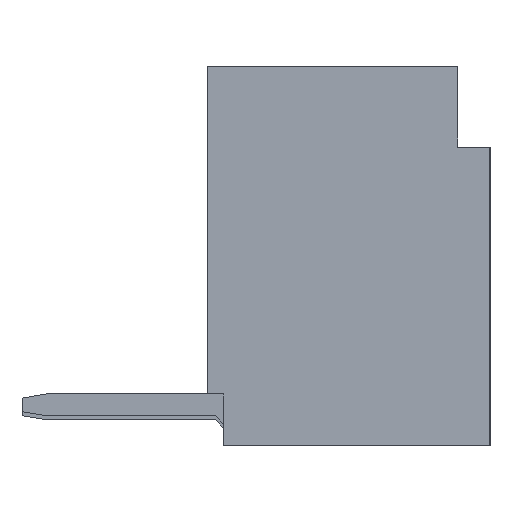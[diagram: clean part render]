
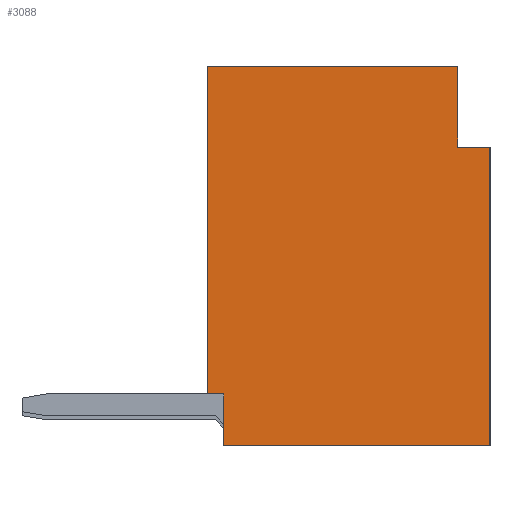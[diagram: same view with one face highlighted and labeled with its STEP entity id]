
A CAD part, left-side view. The second image highlights one B-rep face of the part: STEP entity #3088.
In plain terms, the highlighted planar face has unit normal (-1, 0, 0).
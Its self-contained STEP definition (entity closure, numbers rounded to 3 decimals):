
#402=ORIENTED_EDGE('',*,*,#1251,.F.);
#403=ORIENTED_EDGE('',*,*,#1252,.T.);
#404=ORIENTED_EDGE('',*,*,#1243,.T.);
#405=ORIENTED_EDGE('',*,*,#1035,.T.);
#406=ORIENTED_EDGE('',*,*,#1253,.F.);
#407=ORIENTED_EDGE('',*,*,#1254,.T.);
#408=ORIENTED_EDGE('',*,*,#1255,.T.);
#409=ORIENTED_EDGE('',*,*,#1227,.T.);
#1035=EDGE_CURVE('',#1483,#1482,#1772,.T.);
#1227=EDGE_CURVE('',#1640,#1639,#1964,.T.);
#1243=EDGE_CURVE('',#1648,#1483,#1980,.T.);
#1251=EDGE_CURVE('',#1653,#1639,#1988,.T.);
#1252=EDGE_CURVE('',#1653,#1648,#1989,.T.);
#1253=EDGE_CURVE('',#1654,#1482,#1990,.T.);
#1254=EDGE_CURVE('',#1654,#1655,#1991,.T.);
#1255=EDGE_CURVE('',#1655,#1640,#1992,.T.);
#1482=VERTEX_POINT('',#4263);
#1483=VERTEX_POINT('',#4265);
#1639=VERTEX_POINT('',#4647);
#1640=VERTEX_POINT('',#4649);
#1648=VERTEX_POINT('',#4679);
#1653=VERTEX_POINT('',#4694);
#1654=VERTEX_POINT('',#4697);
#1655=VERTEX_POINT('',#4699);
#1772=LINE('',#4264,#2191);
#1964=LINE('',#4648,#2383);
#1980=LINE('',#4678,#2399);
#1988=LINE('',#4693,#2407);
#1989=LINE('',#4695,#2408);
#1990=LINE('',#4696,#2409);
#1991=LINE('',#4698,#2410);
#1992=LINE('',#4700,#2411);
#2191=VECTOR('',#3449,1000.);
#2383=VECTOR('',#3711,1000.);
#2399=VECTOR('',#3739,1000.);
#2407=VECTOR('',#3751,1000.);
#2408=VECTOR('',#3752,1000.);
#2409=VECTOR('',#3753,1000.);
#2410=VECTOR('',#3754,1000.);
#2411=VECTOR('',#3755,1000.);
#2635=EDGE_LOOP('',(#402,#403,#404,#405,#406,#407,#408,#409));
#2800=FACE_BOUND('',#2635,.T.);
#2952=PLANE('',#3267);
#3088=ADVANCED_FACE('',(#2800),#2952,.T.);
#3267=AXIS2_PLACEMENT_3D('',#4692,#3749,#3750);
#3449=DIRECTION('',(0.,0.,1.));
#3711=DIRECTION('',(0.,0.,-1.));
#3739=DIRECTION('',(0.,-1.,0.));
#3749=DIRECTION('',(-1.,0.,0.));
#3750=DIRECTION('',(0.,0.,1.));
#3751=DIRECTION('',(0.,1.,0.));
#3752=DIRECTION('',(0.,0.,-1.));
#3753=DIRECTION('',(0.,-1.,0.));
#3754=DIRECTION('',(0.,0.,1.));
#3755=DIRECTION('',(0.,1.,0.));
#4263=CARTESIAN_POINT('',(-6.5,-1.75,1.35));
#4264=CARTESIAN_POINT('',(-6.5,-1.75,-2.35));
#4265=CARTESIAN_POINT('',(-6.5,-1.75,-2.35));
#4647=CARTESIAN_POINT('',(-6.5,1.75,-1.71));
#4648=CARTESIAN_POINT('',(-6.5,1.75,2.35));
#4649=CARTESIAN_POINT('',(-6.5,1.75,2.35));
#4678=CARTESIAN_POINT('',(-6.5,1.75,-2.35));
#4679=CARTESIAN_POINT('',(-6.5,1.55,-2.35));
#4692=CARTESIAN_POINT('',(-6.5,0.,0.));
#4693=CARTESIAN_POINT('',(-6.5,1.55,-1.71));
#4694=CARTESIAN_POINT('',(-6.5,1.55,-1.71));
#4695=CARTESIAN_POINT('',(-6.5,1.55,-1.81));
#4696=CARTESIAN_POINT('',(-6.5,-1.35,1.35));
#4697=CARTESIAN_POINT('',(-6.5,-1.35,1.35));
#4698=CARTESIAN_POINT('',(-6.5,-1.35,1.35));
#4699=CARTESIAN_POINT('',(-6.5,-1.35,2.35));
#4700=CARTESIAN_POINT('',(-6.5,-1.75,2.35));
